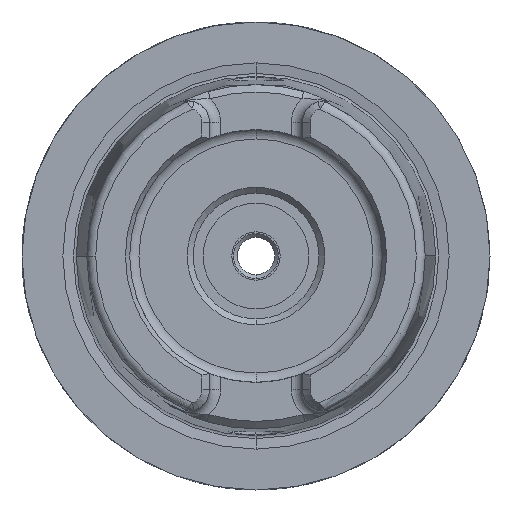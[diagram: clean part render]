
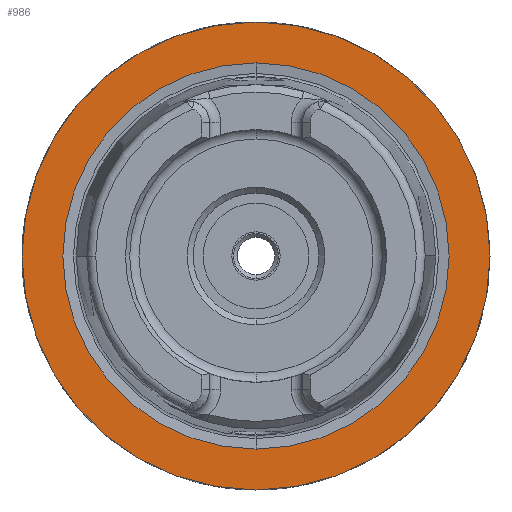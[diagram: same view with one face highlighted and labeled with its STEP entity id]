
A CAD part, left-side view. The second image highlights one B-rep face of the part: STEP entity #986.
In plain terms, the highlighted planar face has unit normal (-1, 0, 0).
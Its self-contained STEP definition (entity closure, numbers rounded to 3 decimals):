
#242 = DIRECTION ( 'NONE',  ( -1., 0., 0. ) ) ;
#248 = FACE_BOUND ( 'NONE', #2913, .T. ) ;
#986 = ADVANCED_FACE ( 'NONE', ( #6128, #248 ), #9578, .F. ) ;
#2607 = CARTESIAN_POINT ( 'NONE',  ( 0., 0., 0. ) ) ;
#2697 = ORIENTED_EDGE ( 'NONE', *, *, #11649, .F. ) ;
#2913 = EDGE_LOOP ( 'NONE', ( #11452, #2697 ) ) ;
#3233 = EDGE_CURVE ( 'NONE', #14516, #11843, #11218, .T. ) ;
#3720 = VERTEX_POINT ( 'NONE', #6504 ) ;
#3792 = DIRECTION ( 'NONE',  ( 0., 0., 1. ) ) ;
#3852 = CIRCLE ( 'NONE', #4046, 25.995 ) ;
#4046 = AXIS2_PLACEMENT_3D ( 'NONE', #12436, #5410, #13616 ) ;
#4606 = CARTESIAN_POINT ( 'NONE',  ( 0., 0., 31.5 ) ) ;
#5410 = DIRECTION ( 'NONE',  ( -1., 0., 0. ) ) ;
#5666 = EDGE_CURVE ( 'NONE', #8368, #3720, #6612, .T. ) ;
#6044 = CARTESIAN_POINT ( 'NONE',  ( 0., 0., 0. ) ) ;
#6128 = FACE_OUTER_BOUND ( 'NONE', #9806, .T. ) ;
#6469 = EDGE_CURVE ( 'NONE', #11843, #14516, #11175, .T. ) ;
#6504 = CARTESIAN_POINT ( 'NONE',  ( 0., 0., -25.995 ) ) ;
#6612 = CIRCLE ( 'NONE', #14264, 25.995 ) ;
#7222 = DIRECTION ( 'NONE',  ( 0., 0., 1. ) ) ;
#7274 = CARTESIAN_POINT ( 'NONE',  ( 0., 0., 0. ) ) ;
#7473 = DIRECTION ( 'NONE',  ( 0., 0., -1. ) ) ;
#7651 = CARTESIAN_POINT ( 'NONE',  ( 0., 0., 25.995 ) ) ;
#8041 = CARTESIAN_POINT ( 'NONE',  ( 0., 0., -31.5 ) ) ;
#8368 = VERTEX_POINT ( 'NONE', #7651 ) ;
#8461 = DIRECTION ( 'NONE',  ( 0., 0., 1. ) ) ;
#8729 = AXIS2_PLACEMENT_3D ( 'NONE', #10961, #9794, #7473 ) ;
#9578 = PLANE ( 'NONE',  #8729 ) ;
#9794 = DIRECTION ( 'NONE',  ( 1., 0., 0. ) ) ;
#9806 = EDGE_LOOP ( 'NONE', ( #13265, #14097 ) ) ;
#10859 = DIRECTION ( 'NONE',  ( -1., 0., 0. ) ) ;
#10961 = CARTESIAN_POINT ( 'NONE',  ( 0., 0., 0. ) ) ;
#11175 = CIRCLE ( 'NONE', #12232, 31.5 ) ;
#11218 = CIRCLE ( 'NONE', #14287, 31.5 ) ;
#11452 = ORIENTED_EDGE ( 'NONE', *, *, #5666, .F. ) ;
#11649 = EDGE_CURVE ( 'NONE', #3720, #8368, #3852, .T. ) ;
#11843 = VERTEX_POINT ( 'NONE', #4606 ) ;
#12232 = AXIS2_PLACEMENT_3D ( 'NONE', #7274, #242, #8461 ) ;
#12436 = CARTESIAN_POINT ( 'NONE',  ( 0., 0., 0. ) ) ;
#13265 = ORIENTED_EDGE ( 'NONE', *, *, #6469, .T. ) ;
#13616 = DIRECTION ( 'NONE',  ( 0., 0., 1. ) ) ;
#14097 = ORIENTED_EDGE ( 'NONE', *, *, #3233, .T. ) ;
#14190 = DIRECTION ( 'NONE',  ( -1., 0., 0. ) ) ;
#14264 = AXIS2_PLACEMENT_3D ( 'NONE', #2607, #10859, #3792 ) ;
#14287 = AXIS2_PLACEMENT_3D ( 'NONE', #6044, #14190, #7222 ) ;
#14516 = VERTEX_POINT ( 'NONE', #8041 ) ;
